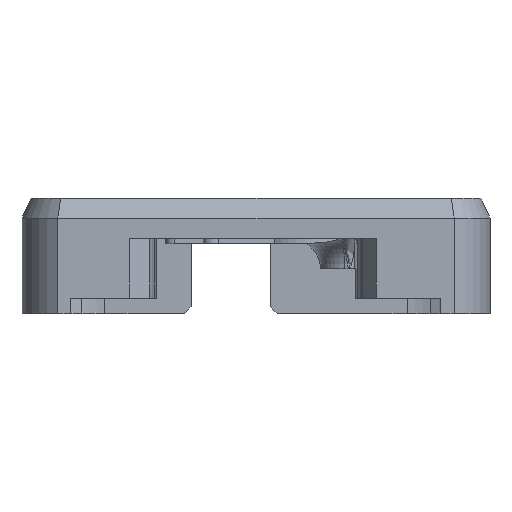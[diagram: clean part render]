
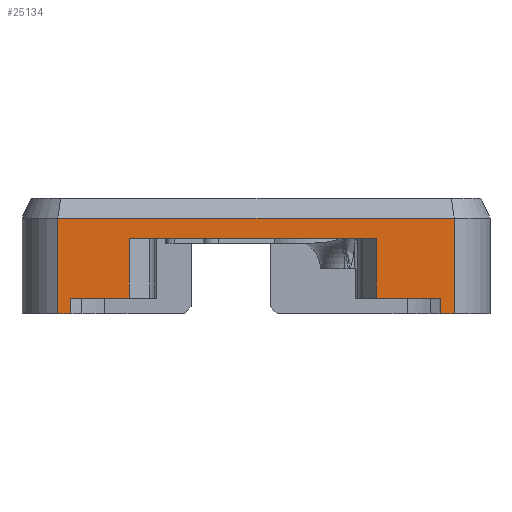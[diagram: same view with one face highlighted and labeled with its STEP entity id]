
A CAD part, left-side view. The second image highlights one B-rep face of the part: STEP entity #25134.
In plain terms, the highlighted planar face has unit normal (-1, 0, 0).
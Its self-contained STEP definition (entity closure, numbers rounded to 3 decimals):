
#2275=LINE('',#47068,#4283);
#2291=LINE('',#47113,#4299);
#2292=LINE('',#47115,#4300);
#2293=LINE('',#47117,#4301);
#2294=LINE('',#47119,#4302);
#2295=LINE('',#47121,#4303);
#2296=LINE('',#47123,#4304);
#2297=LINE('',#47125,#4305);
#2298=LINE('',#47127,#4306);
#2299=LINE('',#47129,#4307);
#2300=LINE('',#47131,#4308);
#2301=LINE('',#47132,#4309);
#4283=VECTOR('',#28314,10.);
#4299=VECTOR('',#28354,10.);
#4300=VECTOR('',#28355,10.);
#4301=VECTOR('',#28356,10.);
#4302=VECTOR('',#28357,10.);
#4303=VECTOR('',#28358,10.);
#4304=VECTOR('',#28359,10.);
#4305=VECTOR('',#28360,10.);
#4306=VECTOR('',#28361,10.);
#4307=VECTOR('',#28362,10.);
#4308=VECTOR('',#28363,10.);
#4309=VECTOR('',#28364,10.);
#5399=PLANE('',#26035);
#6426=FACE_OUTER_BOUND('',#7809,.T.);
#7809=EDGE_LOOP('',(#20332,#20333,#20334,#20335,#20336,#20337,#20338,#20339,
#20340,#20341,#20342,#20343));
#11281=VERTEX_POINT('',#47056);
#11283=VERTEX_POINT('',#47067);
#11296=VERTEX_POINT('',#47112);
#11297=VERTEX_POINT('',#47114);
#11298=VERTEX_POINT('',#47116);
#11299=VERTEX_POINT('',#47118);
#11300=VERTEX_POINT('',#47120);
#11301=VERTEX_POINT('',#47122);
#11302=VERTEX_POINT('',#47124);
#11303=VERTEX_POINT('',#47126);
#11304=VERTEX_POINT('',#47128);
#11305=VERTEX_POINT('',#47130);
#14582=EDGE_CURVE('',#11283,#11281,#2275,.T.);
#14603=EDGE_CURVE('',#11296,#11283,#2291,.T.);
#14604=EDGE_CURVE('',#11297,#11296,#2292,.T.);
#14605=EDGE_CURVE('',#11297,#11298,#2293,.T.);
#14606=EDGE_CURVE('',#11298,#11299,#2294,.T.);
#14607=EDGE_CURVE('',#11300,#11299,#2295,.T.);
#14608=EDGE_CURVE('',#11301,#11300,#2296,.T.);
#14609=EDGE_CURVE('',#11302,#11301,#2297,.T.);
#14610=EDGE_CURVE('',#11302,#11303,#2298,.T.);
#14611=EDGE_CURVE('',#11304,#11303,#2299,.T.);
#14612=EDGE_CURVE('',#11305,#11304,#2300,.T.);
#14613=EDGE_CURVE('',#11305,#11281,#2301,.F.);
#20332=ORIENTED_EDGE('',*,*,#14582,.F.);
#20333=ORIENTED_EDGE('',*,*,#14603,.F.);
#20334=ORIENTED_EDGE('',*,*,#14604,.F.);
#20335=ORIENTED_EDGE('',*,*,#14605,.T.);
#20336=ORIENTED_EDGE('',*,*,#14606,.T.);
#20337=ORIENTED_EDGE('',*,*,#14607,.F.);
#20338=ORIENTED_EDGE('',*,*,#14608,.F.);
#20339=ORIENTED_EDGE('',*,*,#14609,.F.);
#20340=ORIENTED_EDGE('',*,*,#14610,.T.);
#20341=ORIENTED_EDGE('',*,*,#14611,.F.);
#20342=ORIENTED_EDGE('',*,*,#14612,.F.);
#20343=ORIENTED_EDGE('',*,*,#14613,.T.);
#25134=ADVANCED_FACE('',(#6426),#5399,.T.);
#26035=AXIS2_PLACEMENT_3D('',#47111,#28352,#28353);
#28314=DIRECTION('',(0.,-1.,0.));
#28352=DIRECTION('center_axis',(-1.,0.,0.));
#28353=DIRECTION('ref_axis',(0.,-1.,0.));
#28354=DIRECTION('',(0.,0.,1.));
#28355=DIRECTION('',(0.,1.,0.));
#28356=DIRECTION('',(0.,0.,1.));
#28357=DIRECTION('',(0.,-1.,0.));
#28358=DIRECTION('',(0.,0.,-1.));
#28359=DIRECTION('',(0.,1.,0.));
#28360=DIRECTION('',(0.,0.,1.));
#28361=DIRECTION('',(0.,-1.,0.));
#28362=DIRECTION('',(0.,0.,1.));
#28363=DIRECTION('',(0.,1.,0.));
#28364=DIRECTION('',(0.,0.,-1.));
#47056=CARTESIAN_POINT('',(97.473,-109.354,33.502));
#47067=CARTESIAN_POINT('',(97.473,-74.795,33.502));
#47068=CARTESIAN_POINT('',(97.473,-83.824,33.502));
#47111=CARTESIAN_POINT('Origin',(97.473,-75.574,31.618));
#47112=CARTESIAN_POINT('',(97.473,-74.795,25.168));
#47113=CARTESIAN_POINT('',(97.473,-74.795,31.618));
#47114=CARTESIAN_POINT('',(97.473,-75.883,25.168));
#47115=CARTESIAN_POINT('',(97.473,-83.824,25.168));
#47116=CARTESIAN_POINT('',(97.473,-75.883,26.518));
#47117=CARTESIAN_POINT('',(97.473,-75.883,28.568));
#47118=CARTESIAN_POINT('',(97.473,-81.006,26.518));
#47119=CARTESIAN_POINT('',(97.473,-83.799,26.518));
#47120=CARTESIAN_POINT('',(97.473,-81.006,31.718));
#47121=CARTESIAN_POINT('',(97.473,-81.006,30.668));
#47122=CARTESIAN_POINT('',(97.473,-102.548,31.718));
#47123=CARTESIAN_POINT('',(97.473,-83.824,31.718));
#47124=CARTESIAN_POINT('',(97.473,-102.548,26.518));
#47125=CARTESIAN_POINT('',(97.473,-102.548,30.668));
#47126=CARTESIAN_POINT('',(97.473,-108.148,26.518));
#47127=CARTESIAN_POINT('',(97.473,-88.461,26.518));
#47128=CARTESIAN_POINT('',(97.473,-108.148,25.168));
#47129=CARTESIAN_POINT('',(97.473,-108.148,26.155));
#47130=CARTESIAN_POINT('',(97.473,-109.354,25.168));
#47131=CARTESIAN_POINT('',(97.473,-83.824,25.168));
#47132=CARTESIAN_POINT('',(97.473,-109.354,31.618));
